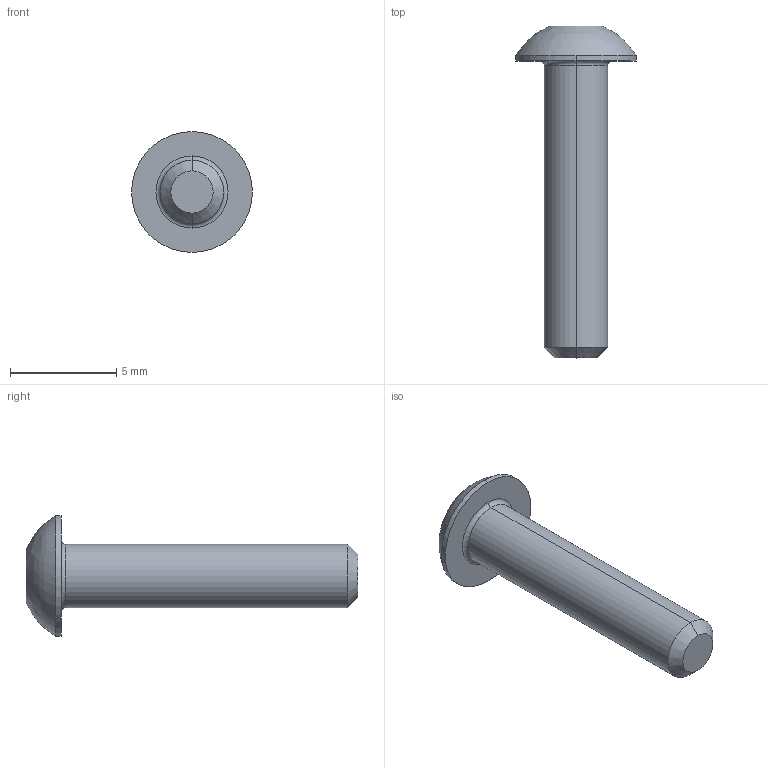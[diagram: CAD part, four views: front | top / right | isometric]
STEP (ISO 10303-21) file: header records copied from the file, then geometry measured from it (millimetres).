
FILE_DESCRIPTION (( 'STEP AP203' ), '1' );
FILE_NAME ('1205-B.STEP', '2016-10-05T14:26:44', ( '' ), ( '' ), 'SwSTEP 2.0', 'SolidWorks 2015', '' );
FILE_SCHEMA (( 'CONFIG_CONTROL_DESIGN' ));
Length unit declared in the file: millimetre
Products named in the file (1): 1205-B
Bounding box: 5.7 x 15.65 x 5.7 mm (x, y, z)
Volume: 123.4 mm3; surface area: 199.6 mm2
Topology: 1 solids, 1 shells, 19 faces, 40 edges, 26 vertices
Faces by surface type: plane 10, cylinder 4, cone 2, torus 2, bspline 1
Entity records: 634 total; most frequent: CARTESIAN_POINT 139, DIRECTION 90, ORIENTED_EDGE 80, EDGE_CURVE 40, AXIS2_PLACEMENT_3D 33, VERTEX_POINT 26, LINE 24, VECTOR 24
